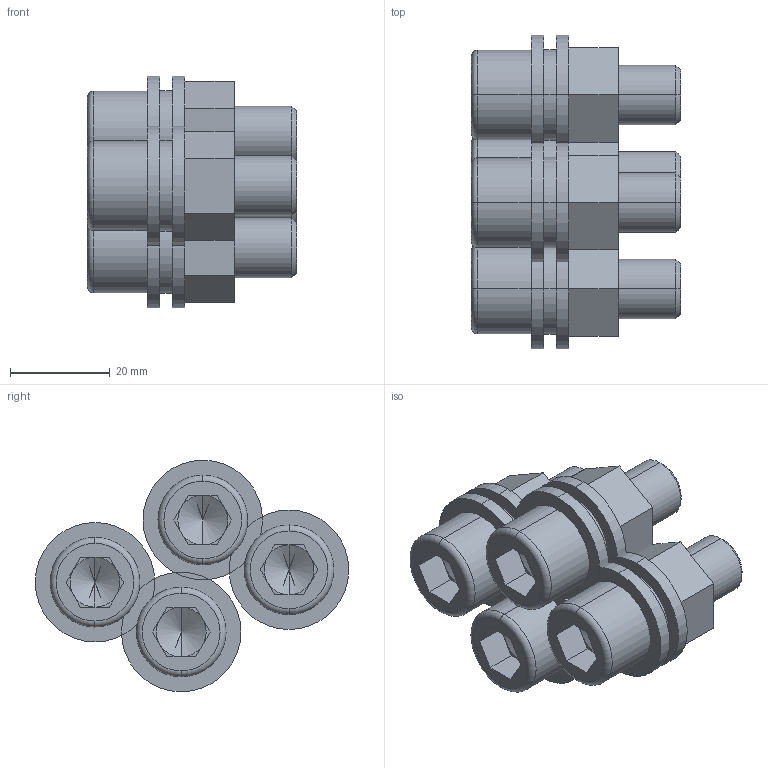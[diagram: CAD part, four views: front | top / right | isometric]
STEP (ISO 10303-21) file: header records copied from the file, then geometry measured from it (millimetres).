
FILE_DESCRIPTION (( 'STEP AP203' ), '1' );
FILE_NAME ('UR58400050505 Êîìïëåêò ñîåäèíåíèÿ öîêîëåé RS52 (000.801.584).STEP', '2022-04-14T06:59:14', ( '' ), ( '' ), 'SwSTEP 2.0', 'SolidWorks 2017', '' );
FILE_SCHEMA (( 'CONFIG_CONTROL_DESIGN' ));
Length unit declared in the file: millimetre
Products named in the file (5): UR58400050505 Êîìïëåêò ñîåäèíåíèÿ öîêîëåé RS52 (000.801.584); 蹴濋趌5915_M12; 嵑殧趌11371_12; 嵑殧趌6402_12; Âèíò DIN 912_Œ12å30
Assembly tree (20 placements, depth 2):
  UR58400050505 Êîìïëåêò ñîåäèíåíèÿ öîêîëåé RS52 (000.801.584)
    Âèíò DIN 912_Œ12å30  x4
    嵑殧趌11371_12  x8
    蹴濋趌5915_M12  x4
    嵑殧趌6402_12  x4
Bounding box: 42 x 62.97 x 46.5 mm (x, y, z)
Volume: 40746.8 mm3; surface area: 25402.7 mm2
Topology: 20 solids, 20 shells, 220 faces, 472 edges, 292 vertices
Faces by surface type: plane 116, cylinder 72, cone 16, torus 16
Entity records: 2365 total; most frequent: DIRECTION 292, CARTESIAN_POINT 241, ORIENTED_EDGE 208, AXIS2_PLACEMENT_3D 116, EDGE_CURVE 104, VERTEX_POINT 65, CALENDAR_DATE 65, DATE_AND_TIME 65
